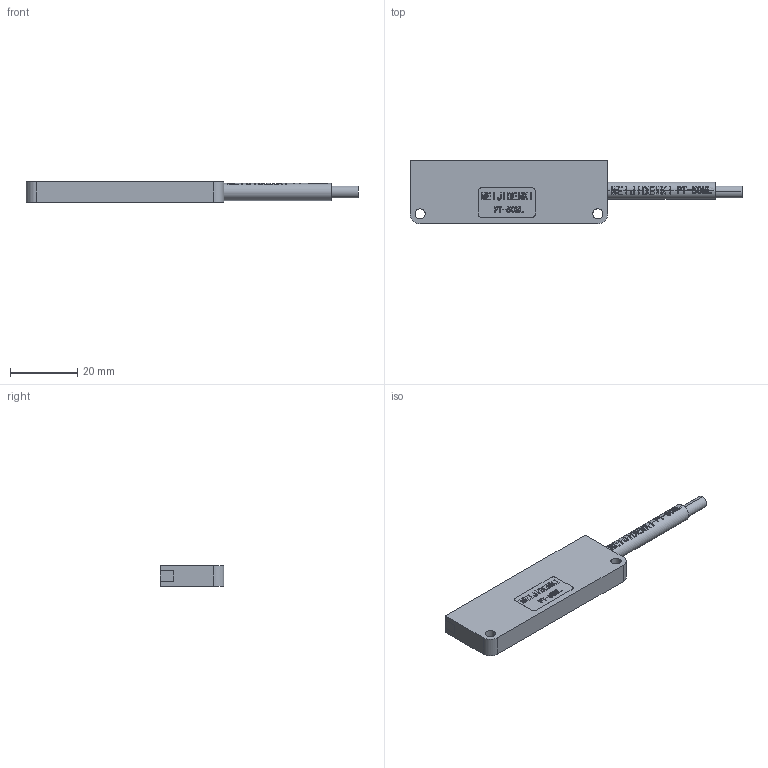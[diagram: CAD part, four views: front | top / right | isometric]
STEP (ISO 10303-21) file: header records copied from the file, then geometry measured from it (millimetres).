
FILE_DESCRIPTION (( 'STEP AP214' ), '1' );
FILE_NAME ('PT-50ML.STEP', '2015-09-24T08:50:48', ( '' ), ( '' ), 'SwSTEP 2.0', 'SolidWorks 2013', '' );
FILE_SCHEMA (( 'AUTOMOTIVE_DESIGN' ));
Length unit declared in the file: millimetre
Products named in the file (1): PT-50ML
Bounding box: 99.01 x 19 x 6 mm (x, y, z)
Volume: 7184.1 mm3; surface area: 4663.3 mm2
Topology: 1 solids, 1 shells, 591 faces, 1476 edges, 984 vertices
Faces by surface type: plane 383, cylinder 167, bspline 41
Entity records: 27504 total; most frequent: CARTESIAN_POINT 6931, ORIENTED_EDGE 2952, DIRECTION 2853, EDGE_CURVE 1476, VERTEX_POINT 984, LINE 965, VECTOR 965, AXIS2_PLACEMENT_3D 944
